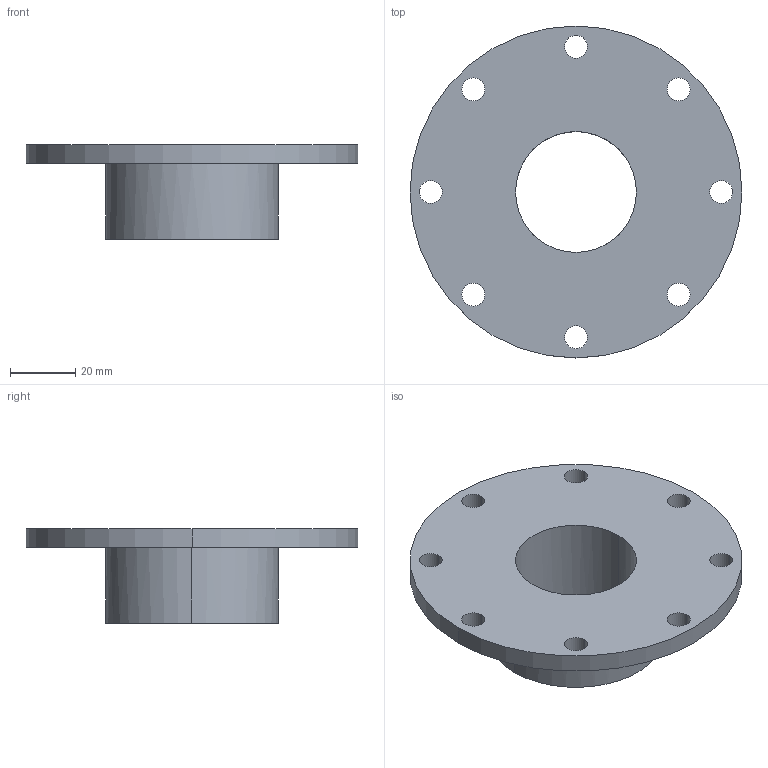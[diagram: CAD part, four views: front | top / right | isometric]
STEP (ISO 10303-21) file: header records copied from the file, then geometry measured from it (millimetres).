
FILE_DESCRIPTION (( 'STEP AP203' ), '1' );
FILE_NAME ('Kero_Test_Case_Male1.STEP', '2024-10-19T16:41:01', ( '' ), ( '' ), 'SwSTEP 2.0', 'SolidWorks 2024', '' );
FILE_SCHEMA (( 'CONFIG_CONTROL_DESIGN' ));
Length unit declared in the file: inch
Products named in the file (1): Kero_Test_Case_Male1
Bounding box: 101.6 x 101.6 x 28.94 mm (x, y, z)
Volume: 63732.8 mm3; surface area: 24090.5 mm2
Topology: 1 solids, 1 shells, 32 faces, 84 edges, 56 vertices
Faces by surface type: cylinder 26, plane 4, bspline 2
Entity records: 1151 total; most frequent: CARTESIAN_POINT 213, DIRECTION 192, ORIENTED_EDGE 168, EDGE_CURVE 84, AXIS2_PLACEMENT_3D 83, VERTEX_POINT 56, EDGE_LOOP 52, CIRCLE 52
